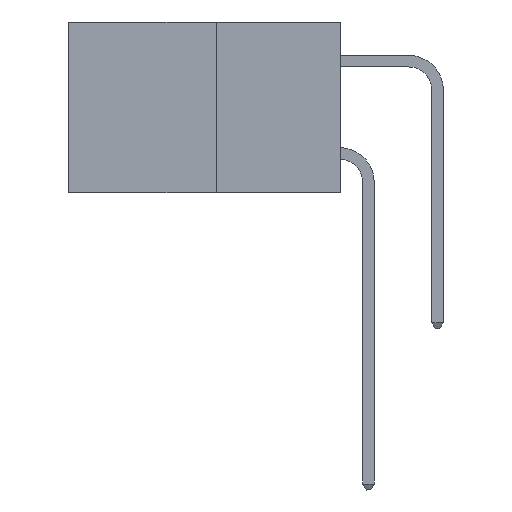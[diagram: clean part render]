
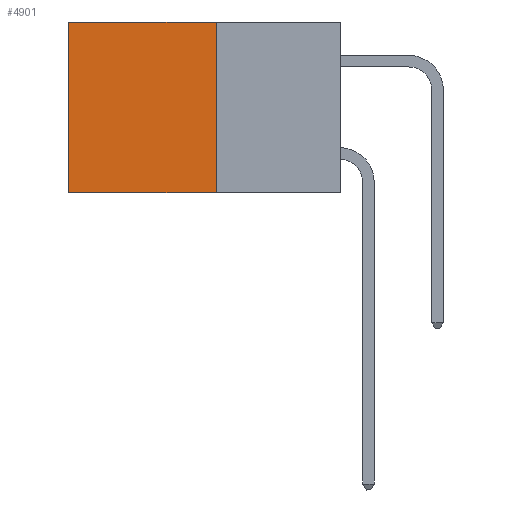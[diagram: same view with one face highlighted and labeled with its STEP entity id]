
A CAD part, left-side view. The second image highlights one B-rep face of the part: STEP entity #4901.
In plain terms, the highlighted planar face has unit normal (-1, 0, 0).
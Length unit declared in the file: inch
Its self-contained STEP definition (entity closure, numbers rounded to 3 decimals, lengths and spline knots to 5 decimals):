
#77 = LINE ( 'NONE', #4276, #4858 ) ;
#1747 = CARTESIAN_POINT ( 'NONE',  ( 0.277, 0.59, -0.37 ) ) ;
#1942 = ORIENTED_EDGE ( 'NONE', *, *, #10848, .F. ) ;
#2005 = CARTESIAN_POINT ( 'NONE',  ( 0.277, 0.27, 0. ) ) ;
#2146 = FACE_OUTER_BOUND ( 'NONE', #6455, .T. ) ;
#2493 = DIRECTION ( 'NONE',  ( 0., 1., 0. ) ) ;
#2932 = DIRECTION ( 'NONE',  ( 0., 1., 0. ) ) ;
#3321 = DIRECTION ( 'NONE',  ( 0., 0., -1. ) ) ;
#4223 = ORIENTED_EDGE ( 'NONE', *, *, #9288, .T. ) ;
#4276 = CARTESIAN_POINT ( 'NONE',  ( 0.277, 0.59, -0.37 ) ) ;
#4676 = LINE ( 'NONE', #7883, #11796 ) ;
#4858 = VECTOR ( 'NONE', #3321, 39.37008 ) ;
#4901 = ADVANCED_FACE ( 'NONE', ( #2146 ), #7083, .F. ) ;
#5327 = VECTOR ( 'NONE', #2932, 39.37008 ) ;
#5455 = VERTEX_POINT ( 'NONE', #1747 ) ;
#6455 = EDGE_LOOP ( 'NONE', ( #6569, #6915, #1942, #4223 ) ) ;
#6569 = ORIENTED_EDGE ( 'NONE', *, *, #9739, .T. ) ;
#6768 = LINE ( 'NONE', #8091, #11150 ) ;
#6915 = ORIENTED_EDGE ( 'NONE', *, *, #9851, .F. ) ;
#7037 = DIRECTION ( 'NONE',  ( 0., 0., -1. ) ) ;
#7053 = DIRECTION ( 'NONE',  ( 1., 0., 0. ) ) ;
#7083 = PLANE ( 'NONE',  #8173 ) ;
#7296 = CARTESIAN_POINT ( 'NONE',  ( 0.277, 0.27, -0.37 ) ) ;
#7567 = VERTEX_POINT ( 'NONE', #2005 ) ;
#7883 = CARTESIAN_POINT ( 'NONE',  ( 0.277, 0.27, -0.37 ) ) ;
#8091 = CARTESIAN_POINT ( 'NONE',  ( 0.277, 0.27, -0.37 ) ) ;
#8173 = AXIS2_PLACEMENT_3D ( 'NONE', #7296, #7053, #7037 ) ;
#9288 = EDGE_CURVE ( 'NONE', #7567, #10592, #10089, .T. ) ;
#9296 = CARTESIAN_POINT ( 'NONE',  ( 0.277, 0.27, -0.37 ) ) ;
#9657 = DIRECTION ( 'NONE',  ( 0., 0., -1. ) ) ;
#9739 = EDGE_CURVE ( 'NONE', #10592, #5455, #77, .T. ) ;
#9851 = EDGE_CURVE ( 'NONE', #10474, #5455, #6768, .T. ) ;
#10089 = LINE ( 'NONE', #10251, #5327 ) ;
#10251 = CARTESIAN_POINT ( 'NONE',  ( 0.277, 0.27, 0. ) ) ;
#10474 = VERTEX_POINT ( 'NONE', #9296 ) ;
#10592 = VERTEX_POINT ( 'NONE', #11130 ) ;
#10848 = EDGE_CURVE ( 'NONE', #7567, #10474, #4676, .T. ) ;
#11130 = CARTESIAN_POINT ( 'NONE',  ( 0.277, 0.59, 0. ) ) ;
#11150 = VECTOR ( 'NONE', #2493, 39.37008 ) ;
#11796 = VECTOR ( 'NONE', #9657, 39.37008 ) ;
